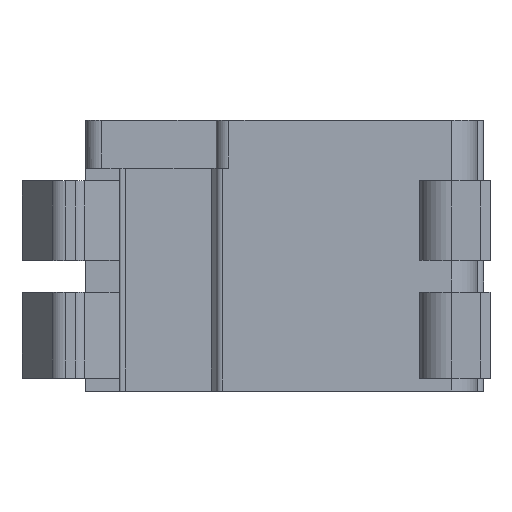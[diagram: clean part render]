
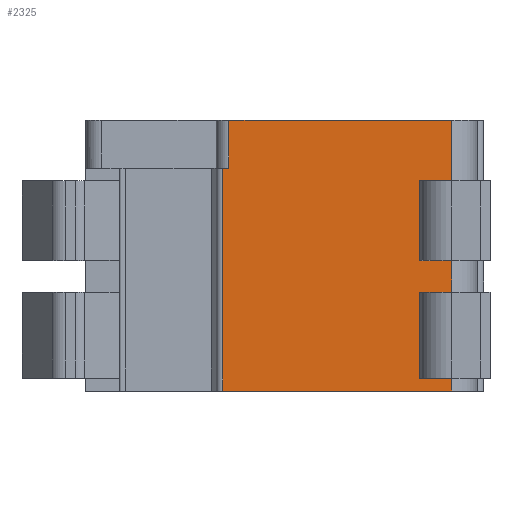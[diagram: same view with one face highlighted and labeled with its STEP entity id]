
A CAD part, top view. The second image highlights one B-rep face of the part: STEP entity #2325.
In plain terms, the highlighted planar face has unit normal (0, 0, 1).
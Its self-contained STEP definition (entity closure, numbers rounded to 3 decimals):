
#98=DIRECTION('',(1.,0.,0.));
#99=VECTOR('',#98,0.2);
#100=CARTESIAN_POINT('',(-1.07,0.,3.48));
#101=LINE('',#100,#99);
#102=DIRECTION('',(0.,1.,0.));
#103=VECTOR('',#102,1.5);
#104=CARTESIAN_POINT('',(-0.87,0.,3.48));
#105=LINE('',#104,#103);
#106=DIRECTION('',(-1.,0.,0.));
#107=VECTOR('',#106,1.);
#108=CARTESIAN_POINT('',(6.13,-0.4,3.48));
#109=LINE('',#108,#107);
#110=DIRECTION('',(-1.,0.,0.));
#111=VECTOR('',#110,1.);
#112=CARTESIAN_POINT('',(6.13,-3.9,3.48));
#113=LINE('',#112,#111);
#114=DIRECTION('',(-1.,0.,0.));
#115=VECTOR('',#114,1.);
#116=CARTESIAN_POINT('',(6.13,-6.6,3.48));
#117=LINE('',#116,#115);
#118=DIRECTION('',(-1.,0.,0.));
#119=VECTOR('',#118,7.2);
#120=CARTESIAN_POINT('',(6.13,-7.,3.48));
#121=LINE('',#120,#119);
#122=DIRECTION('',(0.,-1.,0.));
#123=VECTOR('',#122,7.);
#124=CARTESIAN_POINT('',(-1.07,0.,3.48));
#125=LINE('',#124,#123);
#212=DIRECTION('',(1.,0.,0.));
#213=VECTOR('',#212,7.);
#214=CARTESIAN_POINT('',(-0.87,1.5,3.48));
#215=LINE('',#214,#213);
#531=DIRECTION('',(0.,1.,0.));
#532=VECTOR('',#531,1.9);
#533=CARTESIAN_POINT('',(6.13,-0.4,3.48));
#534=LINE('',#533,#532);
#539=DIRECTION('',(0.,1.,0.));
#540=VECTOR('',#539,0.4);
#541=CARTESIAN_POINT('',(6.13,-7.,3.48));
#542=LINE('',#541,#540);
#555=DIRECTION('',(0.,1.,0.));
#556=VECTOR('',#555,1.);
#557=CARTESIAN_POINT('',(6.13,-3.9,3.48));
#558=LINE('',#557,#556);
#760=DIRECTION('',(0.,-1.,0.));
#761=VECTOR('',#760,2.5);
#762=CARTESIAN_POINT('',(5.13,-0.4,3.48));
#763=LINE('',#762,#761);
#768=DIRECTION('',(0.,-1.,0.));
#769=VECTOR('',#768,2.7);
#770=CARTESIAN_POINT('',(5.13,-3.9,3.48));
#771=LINE('',#770,#769);
#804=DIRECTION('',(-1.,0.,0.));
#805=VECTOR('',#804,1.);
#806=CARTESIAN_POINT('',(6.13,-2.9,3.48));
#807=LINE('',#806,#805);
#1688=CARTESIAN_POINT('',(-1.07,0.,3.48));
#1690=VERTEX_POINT('',#1688);
#1728=CARTESIAN_POINT('',(-1.07,-7.,3.48));
#1730=VERTEX_POINT('',#1728);
#1839=CARTESIAN_POINT('',(5.13,-2.9,3.48));
#1841=VERTEX_POINT('',#1839);
#1843=CARTESIAN_POINT('',(5.13,-3.9,3.48));
#1845=VERTEX_POINT('',#1843);
#1871=CARTESIAN_POINT('',(6.13,-2.9,3.48));
#1872=VERTEX_POINT('',#1871);
#1873=CARTESIAN_POINT('',(6.13,-3.9,3.48));
#1874=VERTEX_POINT('',#1873);
#1893=CARTESIAN_POINT('',(5.13,-0.4,3.48));
#1895=VERTEX_POINT('',#1893);
#1909=CARTESIAN_POINT('',(6.13,-0.4,3.48));
#1910=VERTEX_POINT('',#1909);
#1911=CARTESIAN_POINT('',(6.13,-6.6,3.48));
#1912=CARTESIAN_POINT('',(5.13,-6.6,3.48));
#1913=VERTEX_POINT('',#1911);
#1914=VERTEX_POINT('',#1912);
#1947=CARTESIAN_POINT('',(6.13,-7.,3.48));
#1948=VERTEX_POINT('',#1947);
#2000=CARTESIAN_POINT('',(-0.87,1.5,3.48));
#2002=VERTEX_POINT('',#2000);
#2003=CARTESIAN_POINT('',(6.13,1.5,3.48));
#2004=VERTEX_POINT('',#2003);
#2039=CARTESIAN_POINT('',(-0.87,0.,3.48));
#2041=VERTEX_POINT('',#2039);
#2293=CARTESIAN_POINT('',(-1.07,0.,3.48));
#2294=DIRECTION('',(0.,0.,1.));
#2295=DIRECTION('',(1.,0.,0.));
#2296=AXIS2_PLACEMENT_3D('',#2293,#2294,#2295);
#2297=PLANE('',#2296);
#2298=ORIENTED_EDGE('',*,*,#2190,.T.);
#2299=ORIENTED_EDGE('',*,*,#2253,.T.);
#2301=ORIENTED_EDGE('',*,*,#2300,.T.);
#2303=ORIENTED_EDGE('',*,*,#2302,.F.);
#2305=ORIENTED_EDGE('',*,*,#2304,.T.);
#2307=ORIENTED_EDGE('',*,*,#2306,.T.);
#2309=ORIENTED_EDGE('',*,*,#2308,.F.);
#2311=ORIENTED_EDGE('',*,*,#2310,.F.);
#2313=ORIENTED_EDGE('',*,*,#2312,.T.);
#2315=ORIENTED_EDGE('',*,*,#2314,.T.);
#2317=ORIENTED_EDGE('',*,*,#2316,.F.);
#2319=ORIENTED_EDGE('',*,*,#2318,.F.);
#2321=ORIENTED_EDGE('',*,*,#2320,.T.);
#2322=ORIENTED_EDGE('',*,*,#2285,.F.);
#2323=EDGE_LOOP('',(#2298,#2299,#2301,#2303,#2305,#2307,#2309,#2311,#2313,#2315,
#2317,#2319,#2321,#2322));
#2324=FACE_OUTER_BOUND('',#2323,.F.);
#2325=ADVANCED_FACE('',(#2324),#2297,.T.);
#2190=EDGE_CURVE('',#1690,#2041,#101,.T.);
#2253=EDGE_CURVE('',#2041,#2002,#105,.T.);
#2285=EDGE_CURVE('',#1690,#1730,#125,.T.);
#2300=EDGE_CURVE('',#2002,#2004,#215,.T.);
#2302=EDGE_CURVE('',#1910,#2004,#534,.T.);
#2304=EDGE_CURVE('',#1910,#1895,#109,.T.);
#2306=EDGE_CURVE('',#1895,#1841,#763,.T.);
#2308=EDGE_CURVE('',#1872,#1841,#807,.T.);
#2310=EDGE_CURVE('',#1874,#1872,#558,.T.);
#2312=EDGE_CURVE('',#1874,#1845,#113,.T.);
#2314=EDGE_CURVE('',#1845,#1914,#771,.T.);
#2316=EDGE_CURVE('',#1913,#1914,#117,.T.);
#2318=EDGE_CURVE('',#1948,#1913,#542,.T.);
#2320=EDGE_CURVE('',#1948,#1730,#121,.T.);
